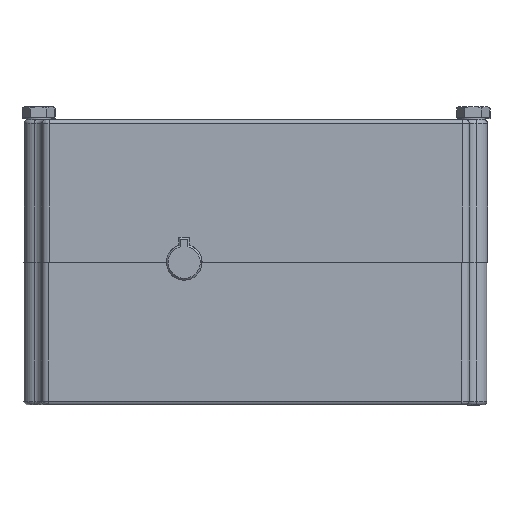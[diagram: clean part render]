
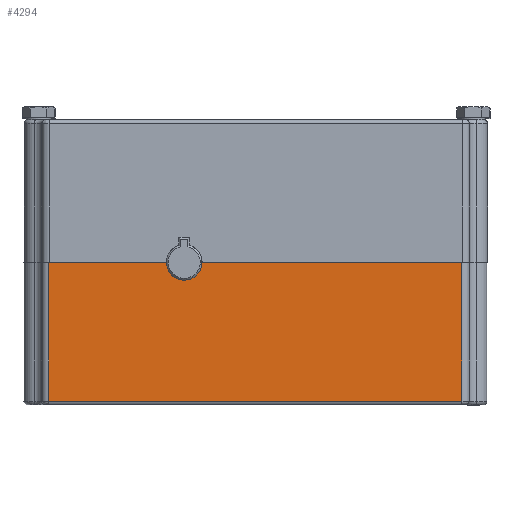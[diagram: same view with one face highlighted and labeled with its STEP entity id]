
A CAD part, front view. The second image highlights one B-rep face of the part: STEP entity #4294.
In plain terms, the highlighted planar face has unit normal (0, -1, 0).
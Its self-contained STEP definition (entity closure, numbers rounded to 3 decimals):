
#1596=CIRCLE('',#22915,5.);
#4294=ADVANCED_FACE('',(#5774),#5314,.T.);
#5314=PLANE('',#22934);
#5774=FACE_OUTER_BOUND('',#6970,.T.);
#6970=EDGE_LOOP('',(#9869,#9870,#9871,#9872,#9873,#9874));
#9869=ORIENTED_EDGE('',*,*,#17899,.T.);
#9870=ORIENTED_EDGE('',*,*,#17900,.T.);
#9871=ORIENTED_EDGE('',*,*,#17901,.T.);
#9872=ORIENTED_EDGE('',*,*,#17737,.F.);
#9873=ORIENTED_EDGE('',*,*,#17866,.F.);
#9874=ORIENTED_EDGE('',*,*,#17790,.F.);
#15248=VERTEX_POINT('',#34664);
#15249=VERTEX_POINT('',#34665);
#15292=VERTEX_POINT('',#34769);
#15293=VERTEX_POINT('',#34771);
#15370=VERTEX_POINT('',#34991);
#15371=VERTEX_POINT('',#34993);
#17737=EDGE_CURVE('',#15248,#15249,#20549,.T.);
#17790=EDGE_CURVE('',#15292,#15293,#20580,.T.);
#17866=EDGE_CURVE('',#15293,#15248,#1596,.T.);
#17899=EDGE_CURVE('',#15292,#15370,#20661,.T.);
#17900=EDGE_CURVE('',#15370,#15371,#20662,.T.);
#17901=EDGE_CURVE('',#15371,#15249,#20663,.T.);
#20549=LINE('',#34663,#21530);
#20580=LINE('',#34770,#21561);
#20661=LINE('',#34990,#21642);
#20662=LINE('',#34992,#21643);
#20663=LINE('',#34994,#21644);
#21530=VECTOR('',#26072,1.);
#21561=VECTOR('',#26165,1.);
#21642=VECTOR('',#26370,1.);
#21643=VECTOR('',#26371,1.);
#21644=VECTOR('',#26372,1.);
#22915=AXIS2_PLACEMENT_3D('',#34917,#26302,#26303);
#22934=AXIS2_PLACEMENT_3D('',#34995,#26373,#26374);
#26072=DIRECTION('',(1.,0.,0.));
#26165=DIRECTION('',(1.,0.,0.));
#26302=DIRECTION('',(0.,-1.,0.));
#26303=DIRECTION('',(0.,0.,-1.));
#26370=DIRECTION('',(0.,0.,-1.));
#26371=DIRECTION('',(1.,0.,0.));
#26372=DIRECTION('',(0.,0.,1.));
#26373=DIRECTION('',(0.,-1.,0.));
#26374=DIRECTION('',(1.,0.,0.));
#34663=CARTESIAN_POINT('',(0.,-32.5,40.));
#34664=CARTESIAN_POINT('',(-15.,-32.5,40.));
#34665=CARTESIAN_POINT('',(58.,-32.5,40.));
#34769=CARTESIAN_POINT('',(-58.,-32.5,40.));
#34770=CARTESIAN_POINT('',(0.,-32.5,40.));
#34771=CARTESIAN_POINT('',(-25.,-32.5,40.));
#34917=CARTESIAN_POINT('',(-20.,-32.5,40.));
#34990=CARTESIAN_POINT('',(-58.,-32.5,0.));
#34991=CARTESIAN_POINT('',(-58.,-32.5,1.));
#34992=CARTESIAN_POINT('',(58.,-32.5,1.));
#34993=CARTESIAN_POINT('',(58.,-32.5,1.));
#34994=CARTESIAN_POINT('',(58.,-32.5,40.));
#34995=CARTESIAN_POINT('',(-60.,-32.5,0.));
